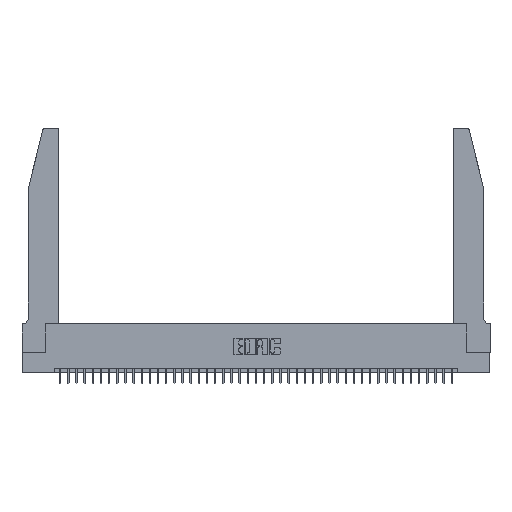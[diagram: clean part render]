
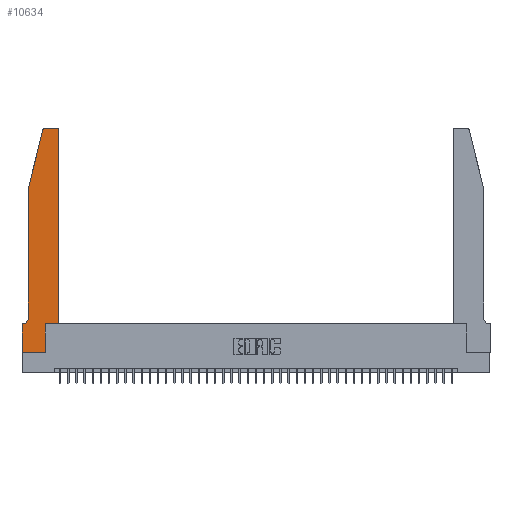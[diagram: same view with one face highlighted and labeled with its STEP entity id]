
A CAD part, top view. The second image highlights one B-rep face of the part: STEP entity #10634.
In plain terms, the highlighted planar face has unit normal (0, 0, 1).
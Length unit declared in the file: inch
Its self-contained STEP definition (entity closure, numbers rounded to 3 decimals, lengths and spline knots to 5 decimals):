
#557 = CARTESIAN_POINT ( 'NONE',  ( 0., 0., 0.37 ) ) ;
#885 = ORIENTED_EDGE ( 'NONE', *, *, #26752, .T. ) ;
#1135 = DIRECTION ( 'NONE',  ( 1., 0., 0. ) ) ;
#1147 = AXIS2_PLACEMENT_3D ( 'NONE', #20150, #29747, #42042 ) ;
#1340 = CARTESIAN_POINT ( 'NONE',  ( 0.2865, 0.35, 0.37 ) ) ;
#1632 = CARTESIAN_POINT ( 'NONE',  ( 0.284, 2.75, 0.37 ) ) ;
#1867 = EDGE_CURVE ( 'NONE', #11320, #18943, #10359, .T. ) ;
#2297 = ORIENTED_EDGE ( 'NONE', *, *, #15212, .T. ) ;
#2407 = CARTESIAN_POINT ( 'NONE',  ( 0.0755, 0.35, 0.37 ) ) ;
#2672 = VERTEX_POINT ( 'NONE', #1632 ) ;
#2938 = CARTESIAN_POINT ( 'NONE',  ( 0.0755, 2., 0.37 ) ) ;
#4356 = EDGE_LOOP ( 'NONE', ( #33967, #33483, #8268, #14605, #16659, #4509, #40292, #19810, #885, #38407, #2297, #30314 ) ) ;
#4509 = ORIENTED_EDGE ( 'NONE', *, *, #22745, .T. ) ;
#4642 = DIRECTION ( 'NONE',  ( 0., -1., 0. ) ) ;
#6488 = EDGE_CURVE ( 'NONE', #20396, #10659, #40400, .T. ) ;
#7080 = VECTOR ( 'NONE', #10786, 39.37008 ) ;
#7583 = EDGE_CURVE ( 'NONE', #24381, #25910, #30391, .T. ) ;
#7879 = AXIS2_PLACEMENT_3D ( 'NONE', #40641, #8305, #21335 ) ;
#8001 = DIRECTION ( 'NONE',  ( 0., 1., 0. ) ) ;
#8006 = CARTESIAN_POINT ( 'NONE',  ( 0.25487, 2.72718, 0.37 ) ) ;
#8268 = ORIENTED_EDGE ( 'NONE', *, *, #31445, .T. ) ;
#8305 = DIRECTION ( 'NONE',  ( 0., 0., -1. ) ) ;
#8331 = VERTEX_POINT ( 'NONE', #34210 ) ;
#8498 = EDGE_CURVE ( 'NONE', #35429, #24381, #12019, .T. ) ;
#8694 = LINE ( 'NONE', #2407, #33272 ) ;
#9649 = LINE ( 'NONE', #39575, #29456 ) ;
#9666 = AXIS2_PLACEMENT_3D ( 'NONE', #11494, #27702, #28536 ) ;
#10018 = VECTOR ( 'NONE', #25058, 39.37008 ) ;
#10359 = LINE ( 'NONE', #17112, #7080 ) ;
#10405 = EDGE_CURVE ( 'NONE', #10659, #2672, #30646, .T. ) ;
#10606 = CARTESIAN_POINT ( 'NONE',  ( 0., 0., 0.37 ) ) ;
#10634 = ADVANCED_FACE ( 'NONE', ( #16519 ), #22519, .T. ) ;
#10659 = VERTEX_POINT ( 'NONE', #42264 ) ;
#10695 = AXIS2_PLACEMENT_3D ( 'NONE', #11331, #24327, #37368 ) ;
#10786 = DIRECTION ( 'NONE',  ( 1., 0., 0. ) ) ;
#11320 = VERTEX_POINT ( 'NONE', #10606 ) ;
#11331 = CARTESIAN_POINT ( 'NONE',  ( 0.284, 2.72, 0.37 ) ) ;
#11494 = CARTESIAN_POINT ( 'NONE',  ( 0.4205, 2.72, 0.37 ) ) ;
#11777 = VERTEX_POINT ( 'NONE', #19443 ) ;
#12019 = LINE ( 'NONE', #2938, #10018 ) ;
#13853 = CARTESIAN_POINT ( 'NONE',  ( 0.2865, 0., 0.37 ) ) ;
#14605 = ORIENTED_EDGE ( 'NONE', *, *, #8498, .T. ) ;
#14805 = VECTOR ( 'NONE', #17175, 39.37008 ) ;
#14980 = CARTESIAN_POINT ( 'NONE',  ( 0.0755, 2., 0.37 ) ) ;
#15212 = EDGE_CURVE ( 'NONE', #11777, #20396, #40533, .T. ) ;
#15498 = DIRECTION ( 'NONE',  ( -1., 0., 0. ) ) ;
#16519 = FACE_OUTER_BOUND ( 'NONE', #4356, .T. ) ;
#16659 = ORIENTED_EDGE ( 'NONE', *, *, #7583, .T. ) ;
#16736 = EDGE_CURVE ( 'NONE', #8331, #11320, #39999, .T. ) ;
#17112 = CARTESIAN_POINT ( 'NONE',  ( 0., 0., 0.37 ) ) ;
#17175 = DIRECTION ( 'NONE',  ( -1., 0., 0. ) ) ;
#17273 = LINE ( 'NONE', #30294, #41564 ) ;
#18049 = CARTESIAN_POINT ( 'NONE',  ( 0.0755, 0.42, 0.37 ) ) ;
#18706 = CARTESIAN_POINT ( 'NONE',  ( 0.4505, 2.72, 0.37 ) ) ;
#18943 = VERTEX_POINT ( 'NONE', #13853 ) ;
#19139 = EDGE_CURVE ( 'NONE', #2672, #26073, #19537, .T. ) ;
#19431 = DIRECTION ( 'NONE',  ( -0.239, -0.971, 0. ) ) ;
#19443 = CARTESIAN_POINT ( 'NONE',  ( 0.4505, 0.35, 0.37 ) ) ;
#19537 = CIRCLE ( 'NONE', #10695, 0.03 ) ;
#19810 = ORIENTED_EDGE ( 'NONE', *, *, #1867, .T. ) ;
#20150 = CARTESIAN_POINT ( 'NONE',  ( 0., 0.35, 0.37 ) ) ;
#20396 = VERTEX_POINT ( 'NONE', #18706 ) ;
#21335 = DIRECTION ( 'NONE',  ( -1., 0., 0. ) ) ;
#21682 = EDGE_CURVE ( 'NONE', #25674, #11777, #36482, .T. ) ;
#22519 = PLANE ( 'NONE',  #1147 ) ;
#22745 = EDGE_CURVE ( 'NONE', #25910, #8331, #8694, .T. ) ;
#24327 = DIRECTION ( 'NONE',  ( 0., 0., 1. ) ) ;
#24381 = VERTEX_POINT ( 'NONE', #18049 ) ;
#25058 = DIRECTION ( 'NONE',  ( 0., -1., 0. ) ) ;
#25674 = VERTEX_POINT ( 'NONE', #1340 ) ;
#25910 = VERTEX_POINT ( 'NONE', #32819 ) ;
#26073 = VERTEX_POINT ( 'NONE', #8006 ) ;
#26752 = EDGE_CURVE ( 'NONE', #18943, #25674, #17273, .T. ) ;
#27702 = DIRECTION ( 'NONE',  ( 0., 0., 1. ) ) ;
#28536 = DIRECTION ( 'NONE',  ( 1., 0., 0. ) ) ;
#29456 = VECTOR ( 'NONE', #19431, 39.37008 ) ;
#29747 = DIRECTION ( 'NONE',  ( 0., 0., 1. ) ) ;
#30161 = VECTOR ( 'NONE', #8001, 39.37008 ) ;
#30294 = CARTESIAN_POINT ( 'NONE',  ( 0.2865, 0.35, 0.37 ) ) ;
#30314 = ORIENTED_EDGE ( 'NONE', *, *, #6488, .T. ) ;
#30391 = CIRCLE ( 'NONE', #7879, 0.07 ) ;
#30451 = CARTESIAN_POINT ( 'NONE',  ( 0.4505, 0.35, 0.37 ) ) ;
#30646 = LINE ( 'NONE', #36881, #14805 ) ;
#30729 = DIRECTION ( 'NONE',  ( 0., 1., 0. ) ) ;
#30823 = CARTESIAN_POINT ( 'NONE',  ( 0.4505, 0.35, 0.37 ) ) ;
#31445 = EDGE_CURVE ( 'NONE', #26073, #35429, #9649, .T. ) ;
#32819 = CARTESIAN_POINT ( 'NONE',  ( 0.0055, 0.35, 0.37 ) ) ;
#33204 = VECTOR ( 'NONE', #1135, 39.37008 ) ;
#33272 = VECTOR ( 'NONE', #15498, 39.37008 ) ;
#33483 = ORIENTED_EDGE ( 'NONE', *, *, #19139, .T. ) ;
#33967 = ORIENTED_EDGE ( 'NONE', *, *, #10405, .T. ) ;
#34210 = CARTESIAN_POINT ( 'NONE',  ( 0., 0.35, 0.37 ) ) ;
#35429 = VERTEX_POINT ( 'NONE', #14980 ) ;
#36482 = LINE ( 'NONE', #30451, #33204 ) ;
#36881 = CARTESIAN_POINT ( 'NONE',  ( 0.2605, 2.75, 0.37 ) ) ;
#37368 = DIRECTION ( 'NONE',  ( 1., 0., 0. ) ) ;
#38407 = ORIENTED_EDGE ( 'NONE', *, *, #21682, .T. ) ;
#39575 = CARTESIAN_POINT ( 'NONE',  ( 0.0755, 2., 0.37 ) ) ;
#39918 = VECTOR ( 'NONE', #4642, 39.37008 ) ;
#39999 = LINE ( 'NONE', #557, #39918 ) ;
#40292 = ORIENTED_EDGE ( 'NONE', *, *, #16736, .T. ) ;
#40400 = CIRCLE ( 'NONE', #9666, 0.03 ) ;
#40533 = LINE ( 'NONE', #30823, #30161 ) ;
#40641 = CARTESIAN_POINT ( 'NONE',  ( 0.0055, 0.42, 0.37 ) ) ;
#41564 = VECTOR ( 'NONE', #30729, 39.37008 ) ;
#42042 = DIRECTION ( 'NONE',  ( 1., 0., 0. ) ) ;
#42264 = CARTESIAN_POINT ( 'NONE',  ( 0.4205, 2.75, 0.37 ) ) ;
